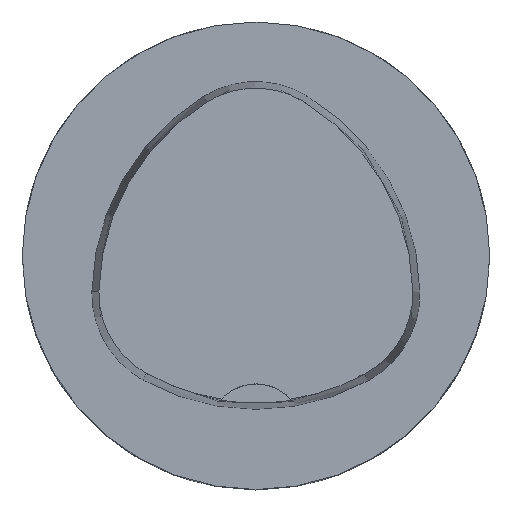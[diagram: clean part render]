
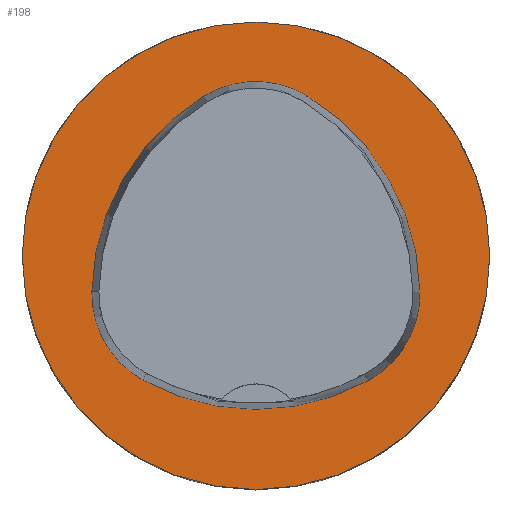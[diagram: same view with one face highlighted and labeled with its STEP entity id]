
A CAD part, top view. The second image highlights one B-rep face of the part: STEP entity #198.
In plain terms, the highlighted planar face has unit normal (0, 0, 1).
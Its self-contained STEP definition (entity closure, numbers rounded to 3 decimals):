
#88=FACE_BOUND('',#330,.T.);
#89=FACE_BOUND('',#331,.T.);
#139=CIRCLE('',#925,20.);
#141=CIRCLE('',#928,8.5);
#143=CIRCLE('',#931,20.);
#145=CIRCLE('',#934,8.5);
#149=CIRCLE('',#939,20.);
#151=CIRCLE('',#942,8.5);
#154=CIRCLE('',#947,20.);
#198=ADVANCED_FACE('',(#88,#89),#245,.T.);
#245=PLANE('',#948);
#330=EDGE_LOOP('',(#496,#497,#498,#499,#500,#501));
#331=EDGE_LOOP('',(#502));
#496=ORIENTED_EDGE('',*,*,#733,.T.);
#497=ORIENTED_EDGE('',*,*,#713,.T.);
#498=ORIENTED_EDGE('',*,*,#717,.T.);
#499=ORIENTED_EDGE('',*,*,#720,.T.);
#500=ORIENTED_EDGE('',*,*,#723,.T.);
#501=ORIENTED_EDGE('',*,*,#731,.T.);
#502=ORIENTED_EDGE('',*,*,#736,.F.);
#625=VERTEX_POINT('',#1388);
#626=VERTEX_POINT('',#1389);
#629=VERTEX_POINT('',#1397);
#631=VERTEX_POINT('',#1403);
#633=VERTEX_POINT('',#1409);
#640=VERTEX_POINT('',#1430);
#641=VERTEX_POINT('',#1440);
#713=EDGE_CURVE('',#625,#626,#139,.T.);
#717=EDGE_CURVE('',#626,#629,#141,.T.);
#720=EDGE_CURVE('',#629,#631,#143,.T.);
#723=EDGE_CURVE('',#631,#633,#145,.T.);
#731=EDGE_CURVE('',#633,#640,#149,.T.);
#733=EDGE_CURVE('',#640,#625,#151,.T.);
#736=EDGE_CURVE('',#641,#641,#154,.T.);
#925=AXIS2_PLACEMENT_3D('',#1387,#1094,#1095);
#928=AXIS2_PLACEMENT_3D('',#1396,#1102,#1103);
#931=AXIS2_PLACEMENT_3D('',#1402,#1109,#1110);
#934=AXIS2_PLACEMENT_3D('',#1408,#1116,#1117);
#939=AXIS2_PLACEMENT_3D('',#1431,#1128,#1129);
#942=AXIS2_PLACEMENT_3D('',#1434,#1134,#1135);
#947=AXIS2_PLACEMENT_3D('',#1439,#1144,#1145);
#948=AXIS2_PLACEMENT_3D('',#1441,#1146,#1147);
#1094=DIRECTION('',(0.,0.,-1.));
#1095=DIRECTION('',(-1.,0.,0.));
#1102=DIRECTION('',(0.,0.,-1.));
#1103=DIRECTION('',(-1.,0.,0.));
#1109=DIRECTION('',(0.,0.,-1.));
#1110=DIRECTION('',(-1.,0.,0.));
#1116=DIRECTION('',(0.,0.,-1.));
#1117=DIRECTION('',(-1.,0.,0.));
#1128=DIRECTION('',(0.,0.,-1.));
#1129=DIRECTION('',(-1.,0.,0.));
#1134=DIRECTION('',(0.,0.,-1.));
#1135=DIRECTION('',(-1.,0.,0.));
#1144=DIRECTION('',(0.,0.,-1.));
#1145=DIRECTION('',(-1.,0.,0.));
#1146=DIRECTION('',(0.,0.,1.));
#1147=DIRECTION('',(1.,0.,0.));
#1387=CARTESIAN_POINT('',(5.955,-3.414,0.));
#1388=CARTESIAN_POINT('',(-14.041,-3.042,0.));
#1389=CARTESIAN_POINT('',(-4.472,13.653,0.));
#1396=CARTESIAN_POINT('',(-0.04,6.4,0.));
#1397=CARTESIAN_POINT('',(4.347,13.68,0.));
#1402=CARTESIAN_POINT('',(-5.976,-3.45,0.));
#1403=CARTESIAN_POINT('',(14.021,-3.075,0.));
#1408=CARTESIAN_POINT('',(5.522,-3.235,0.));
#1409=CARTESIAN_POINT('',(9.588,-10.699,0.));
#1430=CARTESIAN_POINT('',(-9.655,-10.639,0.));
#1431=CARTESIAN_POINT('',(0.022,6.864,0.));
#1434=CARTESIAN_POINT('',(-5.543,-3.2,0.));
#1439=CARTESIAN_POINT('',(0.,0.,0.));
#1440=CARTESIAN_POINT('',(-20.,0.,0.));
#1441=CARTESIAN_POINT('',(0.,0.,0.));
